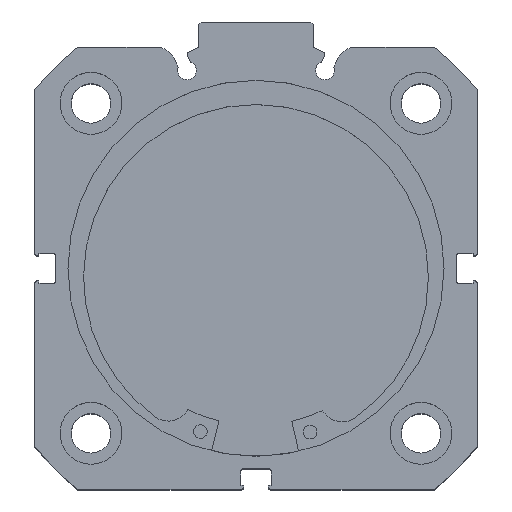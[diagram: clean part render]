
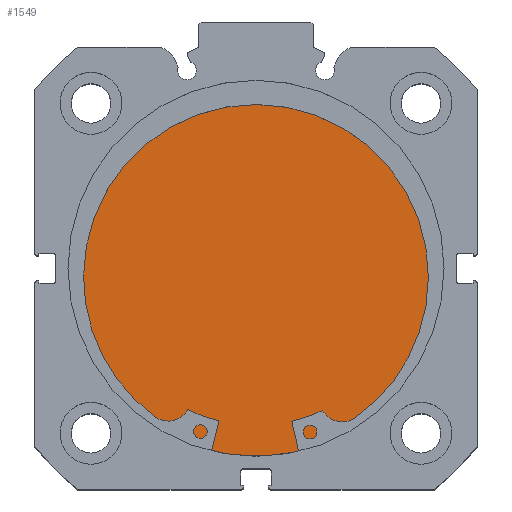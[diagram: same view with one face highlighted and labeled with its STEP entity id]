
A CAD part, top view. The second image highlights one B-rep face of the part: STEP entity #1549.
In plain terms, the highlighted face is planar.
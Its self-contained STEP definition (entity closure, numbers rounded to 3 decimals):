
#870 = CARTESIAN_POINT ( 'NONE',  ( 12., 0., 0. ) ) ;
#871 = DIRECTION ( 'NONE',  ( -1., 0., 0. ) ) ;
#872 = DIRECTION ( 'NONE',  ( 0., 0., 1. ) ) ;
#1549 = ADVANCED_FACE ( 'NONE', ( #3976 ), #2668, .F. ) ;
#1672 = EDGE_CURVE ( 'NONE', #3004, #3005, #4275, .T. ) ;
#1956 = CIRCLE ( 'NONE', #6858, 41. ) ;
#2630 = DIRECTION ( 'NONE',  ( -1., 0., 0. ) ) ;
#2668 = PLANE ( 'NONE',  #6477 ) ;
#2669 = CARTESIAN_POINT ( 'NONE',  ( 12., 41., 0. ) ) ;
#2671 = DIRECTION ( 'NONE',  ( 0., 0., 1. ) ) ;
#3004 = VERTEX_POINT ( 'NONE', #4995 ) ;
#3005 = VERTEX_POINT ( 'NONE', #4994 ) ;
#3591 = EDGE_CURVE ( 'NONE', #3005, #3004, #1956, .T. ) ;
#3976 = FACE_OUTER_BOUND ( 'NONE', #5966, .T. ) ;
#4275 = CIRCLE ( 'NONE', #6583, 41. ) ;
#4994 = CARTESIAN_POINT ( 'NONE',  ( 12., 0., 41. ) ) ;
#4995 = CARTESIAN_POINT ( 'NONE',  ( 12., 0., -41. ) ) ;
#5625 = DIRECTION ( 'NONE',  ( 0., 0., 1. ) ) ;
#5627 = DIRECTION ( 'NONE',  ( -1., 0., 0. ) ) ;
#5629 = CARTESIAN_POINT ( 'NONE',  ( 12., 0., 0. ) ) ;
#5762 = ORIENTED_EDGE ( 'NONE', *, *, #3591, .F. ) ;
#5763 = ORIENTED_EDGE ( 'NONE', *, *, #1672, .F. ) ;
#5966 = EDGE_LOOP ( 'NONE', ( #5762, #5763 ) ) ;
#6477 = AXIS2_PLACEMENT_3D ( 'NONE', #2669, #2630, #2671 ) ;
#6583 = AXIS2_PLACEMENT_3D ( 'NONE', #5629, #5627, #5625 ) ;
#6858 = AXIS2_PLACEMENT_3D ( 'NONE', #870, #871, #872 ) ;
